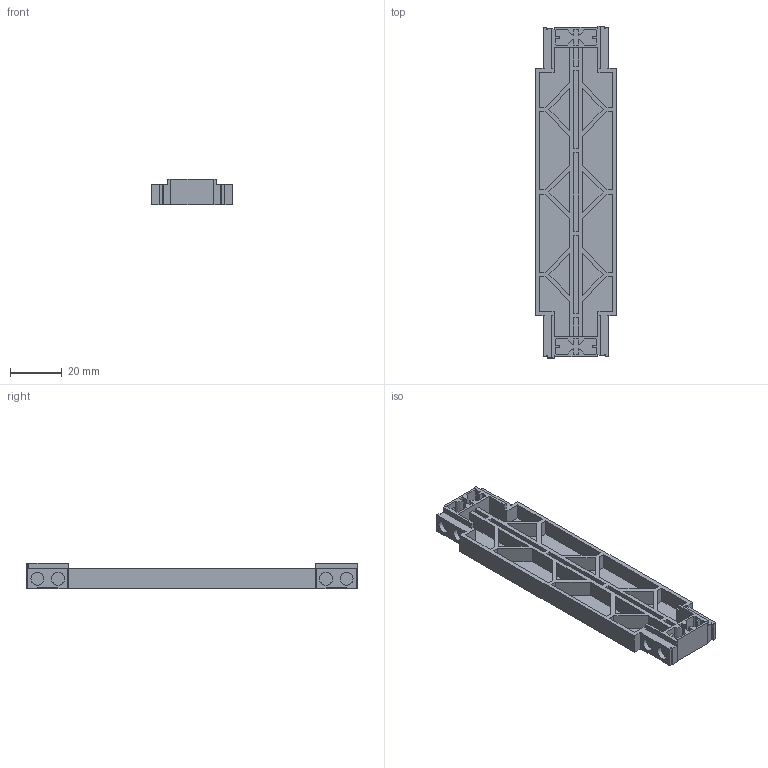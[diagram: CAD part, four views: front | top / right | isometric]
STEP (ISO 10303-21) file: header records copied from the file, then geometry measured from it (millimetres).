
FILE_DESCRIPTION(('Open CASCADE Model'),'2;1');
FILE_NAME('Open CASCADE Shape Model','2025-01-19T18:58:47',('Author'),( 'Open CASCADE'),'Open CASCADE STEP processor 7.7','Open CASCADE 7.7' ,'Unknown');
FILE_SCHEMA(('AUTOMOTIVE_DESIGN { 1 0 10303 214 1 1 1 1 }'));
Length unit declared in the file: millimetre
Products named in the file (1): Open CASCADE STEP translator 7.7 38
Bounding box: 31.8 x 128.8 x 10 mm (x, y, z)
Volume: 14687.1 mm3; surface area: 18288 mm2
Topology: 1 solids, 1 shells, 255 faces, 690 edges, 460 vertices
Faces by surface type: plane 235, cylinder 20
Full cylindrical faces by diameter (mm): 5 x8
Entity records: 16930 total; most frequent: CARTESIAN_POINT 2918, DIRECTION 2600, LINE 1990, VECTOR 1990, ORIENTED_EDGE 1380, PCURVE 1380, DEFINITIONAL_REPRESENTATION 1380, EDGE_CURVE 690
